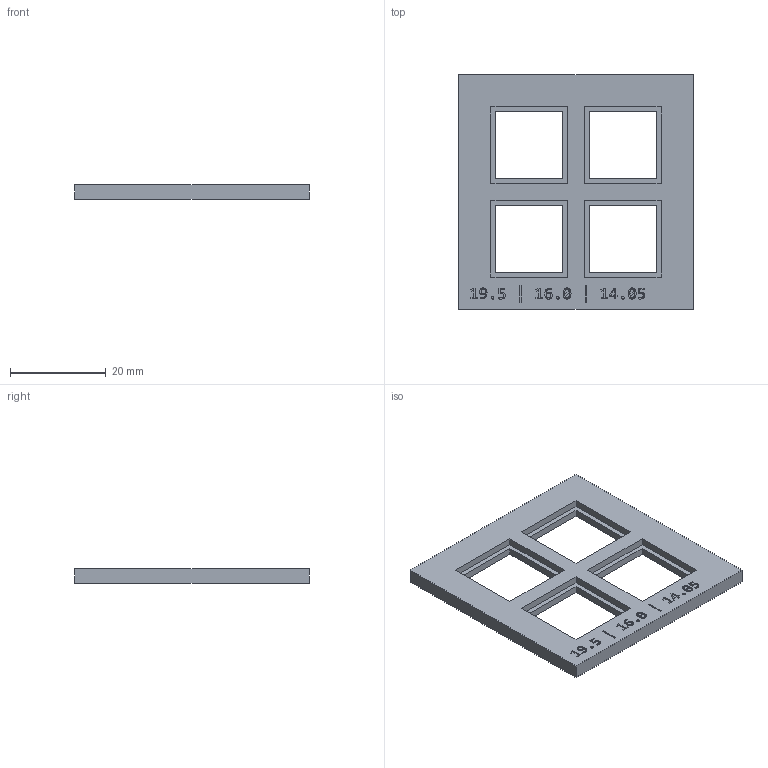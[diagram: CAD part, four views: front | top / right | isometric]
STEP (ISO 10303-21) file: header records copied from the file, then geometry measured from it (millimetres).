
FILE_DESCRIPTION(('FreeCAD Model'),'2;1');
FILE_NAME('Open CASCADE Shape Model','2026-01-16T11:35:07',(''),(''), 'Open CASCADE STEP processor 7.8','FreeCAD','Unknown');
FILE_SCHEMA(('AUTOMOTIVE_DESIGN { 1 0 10303 214 1 1 1 1 }'));
Length unit declared in the file: millimetre
Products named in the file (2): Part; Cut
Assembly tree (1 placements, depth 2):
  Part
    Cut
Bounding box: 49 x 49 x 3 mm (x, y, z)
Volume: 4465 mm3; surface area: 4658.1 mm2
Topology: 1 solids, 1 shells, 385 faces, 1071 edges, 714 vertices
Faces by surface type: extrusion 238, plane 147
Entity records: 12597 total; most frequent: CARTESIAN_POINT 3600, ORIENTED_EDGE 2142, DIRECTION 1131, EDGE_CURVE 1071, VECTOR 833, VERTEX_POINT 714, B_SPLINE_CURVE_WITH_KNOTS 714, LINE 595
